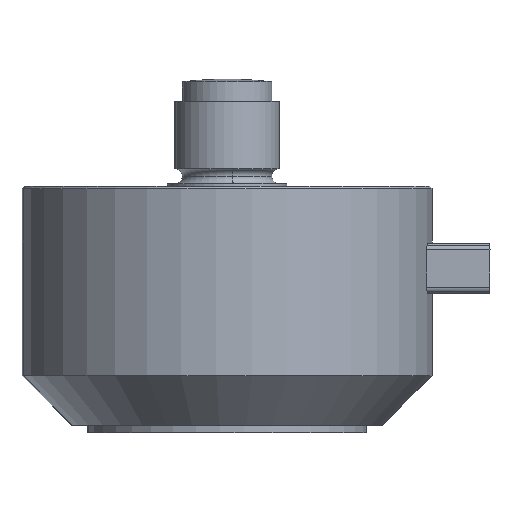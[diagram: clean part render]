
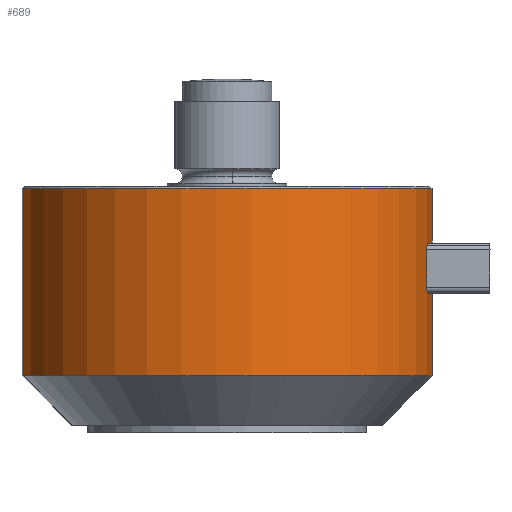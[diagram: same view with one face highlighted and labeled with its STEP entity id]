
A CAD part, left-side view. The second image highlights one B-rep face of the part: STEP entity #689.
In plain terms, the highlighted cylindrical face has radius 82.5 mm (diameter 165 mm), a partial arc.
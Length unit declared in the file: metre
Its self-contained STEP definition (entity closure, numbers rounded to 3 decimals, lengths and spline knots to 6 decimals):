
#689=ADVANCED_FACE('1:15',(#1434),#1435,.T.);
#1434=FACE_OUTER_BOUND('',#2406,.T.);
#1435=CYLINDRICAL_SURFACE('',#2407,0.0825);
#2406=EDGE_LOOP('',(#4676,#4677,#4678,#4679));
#2407=AXIS2_PLACEMENT_3D('',#4680,#4681,#4682);
#4676=ORIENTED_EDGE('',*,*,#5870,.T.);
#4677=ORIENTED_EDGE('',*,*,#5073,.F.);
#4678=ORIENTED_EDGE('',*,*,#5871,.T.);
#4679=ORIENTED_EDGE('',*,*,#5663,.T.);
#4680=CARTESIAN_POINT('',(0.056869,0.036546,-0.019541));
#4681=DIRECTION('',(0.,0.,1.0));
#4682=DIRECTION('',(0.122,-0.993,0.));
#5073=EDGE_CURVE('',#6042,#6037,#6044,.T.);
#5663=EDGE_CURVE('',#7028,#7026,#7029,.T.);
#5870=EDGE_CURVE('',#7026,#6037,#7272,.T.);
#5871=EDGE_CURVE('',#6042,#7028,#7273,.T.);
#6037=VERTEX_POINT('',#7484);
#6042=VERTEX_POINT('',#7490);
#6044=CIRCLE('',#7493,0.0825);
#7026=VERTEX_POINT('',#9194);
#7028=VERTEX_POINT('',#9197);
#7029=CIRCLE('',#9198,0.0825);
#7272=LINE('',#9603,#9604);
#7273=LINE('',#9605,#9606);
#7484=CARTESIAN_POINT('',(0.066923,-0.045339,0.017959));
#7490=CARTESIAN_POINT('',(0.046815,0.118432,0.017959));
#7493=AXIS2_PLACEMENT_3D('',#9773,#9774,#9775);
#9194=CARTESIAN_POINT('',(0.066923,-0.045339,-0.057041));
#9197=CARTESIAN_POINT('',(0.046815,0.118432,-0.057041));
#9198=AXIS2_PLACEMENT_3D('',#10506,#10507,#10508);
#9603=CARTESIAN_POINT('',(0.066923,-0.045339,-0.019541));
#9604=VECTOR('',#10715,1.0);
#9605=CARTESIAN_POINT('',(0.046815,0.118432,-0.019541));
#9606=VECTOR('',#10716,1.0);
#9773=CARTESIAN_POINT('',(0.056869,0.036546,0.017959));
#9774=DIRECTION('',(0.,0.,1.0));
#9775=DIRECTION('',(0.122,-0.993,0.));
#10506=CARTESIAN_POINT('',(0.056869,0.036546,-0.057041));
#10507=DIRECTION('',(0.,0.,1.0));
#10508=DIRECTION('',(0.122,-0.993,0.));
#10715=DIRECTION('',(0.,0.,1.0));
#10716=DIRECTION('',(0.,0.,-1.0));
